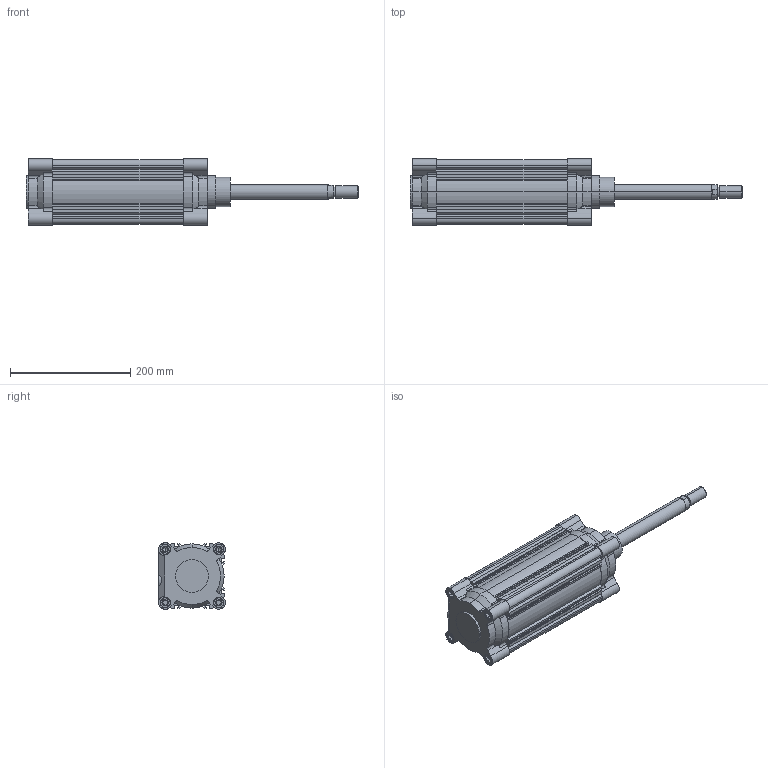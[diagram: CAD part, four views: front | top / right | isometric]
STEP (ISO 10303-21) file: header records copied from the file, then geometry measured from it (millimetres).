
FILE_DESCRIPTION(('HOOPS Exchange Step'),'2;1');
FILE_NAME('export-98D97B50-98E0-49B5-B1A2-89ACFD3E0295.stp','2022-06-14T15:22:51+02:00',('Engineering'),('Alibre'),'HOOPS Exchange 2021.0','Alibre','Unknown authorisation');
FILE_SCHEMA( ('AP242_MANAGED_MODEL_BASED_3D_ENGINEERING_MIM_LF {1 0 10303 442 1 1 4 }') );
Length unit declared in the file: millimetre
Products named in the file (5): 5970-1 121 A A1 0160 ZP Pneumatic Cilinder ISO15552 Series A (100mm bore); 5970-2 121 A A1 0160 ZP Pneumatic Cilinder ISO15552 Series A (100mm bore); 5970-4 121 A A1 0160 ZP Pneumatic Cilinder ISO15552 Series A (100mm bore); 5970-3 121 A A1 0160 ZP Pneumatic Cilinder ISO15552 Series A (100mm bore); 5970 121 A A1 0160 ZP Pneumatic Cilinder ISO15552 Series A (100mm bore)
Assembly tree (4 placements, depth 2):
  5970 121 A A1 0160 ZP Pneumatic Cilinder ISO15552 Series A (100mm bore)
    5970-1 121 A A1 0160 ZP Pneumatic Cilinder ISO15552 Series A (100mm bore)
    5970-2 121 A A1 0160 ZP Pneumatic Cilinder ISO15552 Series A (100mm bore)
    5970-4 121 A A1 0160 ZP Pneumatic Cilinder ISO15552 Series A (100mm bore)
    5970-3 121 A A1 0160 ZP Pneumatic Cilinder ISO15552 Series A (100mm bore)
Bounding box: 553 x 111 x 111 mm (x, y, z)
Volume: 1118684 mm3; surface area: 367850.3 mm2
Topology: 2 solids, 285 shells, 473 faces, 1863 edges, 1625 vertices
Faces by surface type: plane 248, cylinder 179, cone 46
Entity records: 20888 total; most frequent: CARTESIAN_POINT 4583, DIRECTION 3476, ORIENTED_EDGE 2309, EDGE_CURVE 1851, VERTEX_POINT 1625, AXIS2_PLACEMENT_3D 1210, VECTOR 1056, LINE 1056
